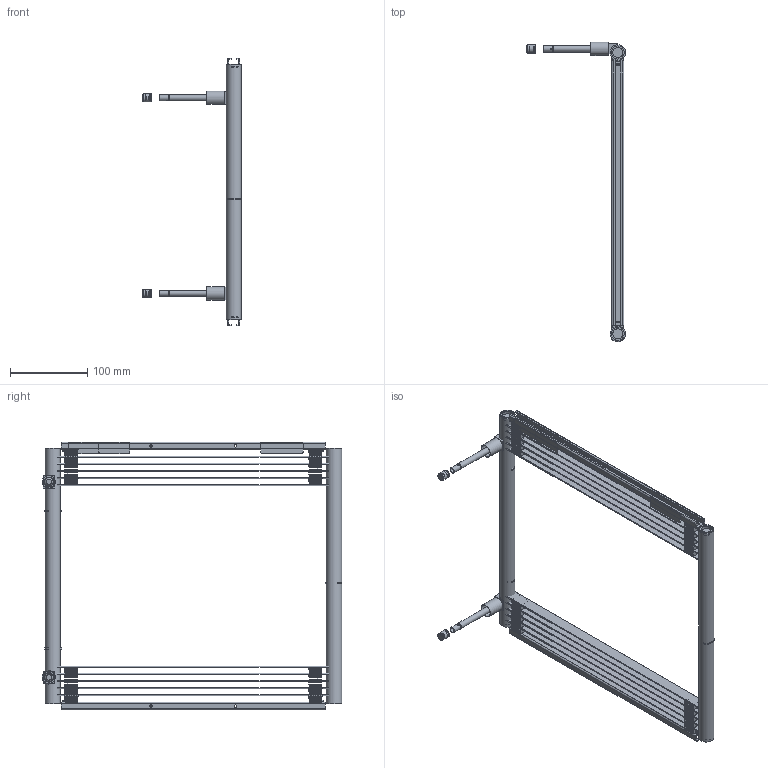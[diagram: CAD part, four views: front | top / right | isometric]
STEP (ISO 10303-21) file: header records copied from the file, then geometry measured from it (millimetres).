
FILE_DESCRIPTION(/* description */ ('Condenser'),/* implementation_level */ '2;1');
FILE_NAME(/* name */ 'X0-DF0121-09.stp',/* time_stamp */ '2024-03-05T10:23:19+08:00',/* author */ ('U426154'),/* organization */ (''),/* preprocessor_version */ 'ST-DEVELOPER v18.1',/* originating_system */ 'Autodesk Inventor 2022',/* authorisation */ '');
FILE_SCHEMA (('AUTOMOTIVE_DESIGN { 1 0 10303 214 3 1 1 }'));
Length unit declared in the file: millimetre
Products named in the file (16): Z0-DF0121; Y0-DF0121; H01-0284; H01-0285; S01b-0363; B01-0152; T06-0024; T03-0001; T04-0001; D03-DF0121; G26-0003; T05-0024; T02-0002; T09-0001; T09-0112; T09-0100
Assembly tree (43 placements, depth 3):
  Z0-DF0121
    Y0-DF0121
      H01-0284
      H01-0285
      S01b-0363  x10
      B01-0152  x10
      T06-0024  x2
      T03-0001  x3
      T04-0001  x4
      D03-DF0121  x2
    G26-0003  x2
    T05-0024  x2
    T02-0002  x2
    T09-0001
    T09-0112
    T09-0100
Bounding box: 128.5 x 388.69 x 347.7 mm (x, y, z)
Volume: 186364.9 mm3; surface area: 367021.4 mm2
Topology: 52 solids, 52 shells, 1766 faces, 4904 edges, 3256 vertices
Faces by surface type: plane 903, cylinder 821, torus 18, cone 16, sphere 8
Full cylindrical faces by diameter (mm): 3.2 x8, 6 x2, 6.15 x2, 6.34 x2, 7.2 x2, 7.75 x2, 7.94 x2, 8 x4, 8.2 x2, 10.2 x2, 11.5 x2, 13 x4, 16 x2, 17 x6, 17.2 x2, 20 x2
Entity records: 10410 total; most frequent: CARTESIAN_POINT 1864, DIRECTION 1781, ORIENTED_EDGE 1556, EDGE_CURVE 778, AXIS2_PLACEMENT_3D 650, VERTEX_POINT 515, LINE 481, VECTOR 481
